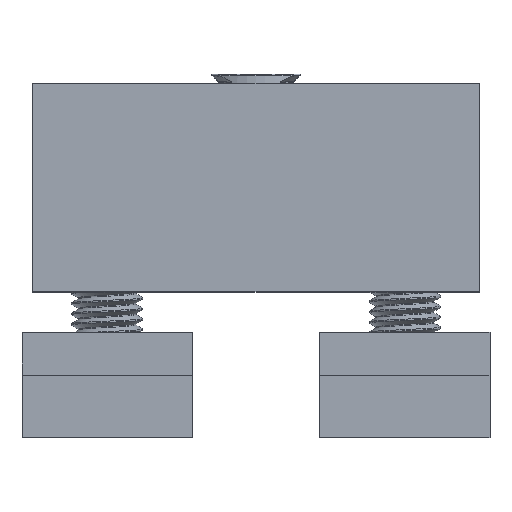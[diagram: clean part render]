
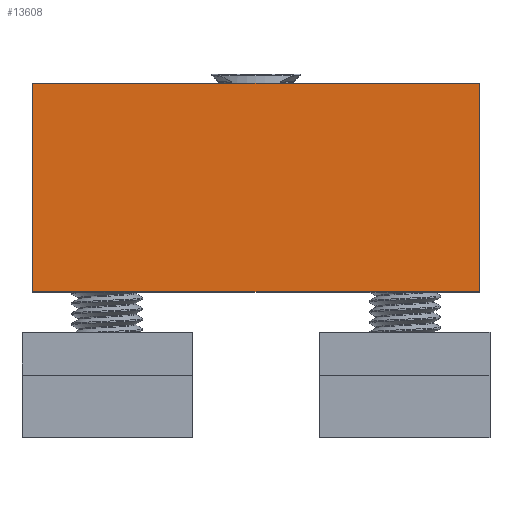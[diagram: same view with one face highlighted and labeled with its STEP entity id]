
A CAD part, top view. The second image highlights one B-rep face of the part: STEP entity #13608.
In plain terms, the highlighted planar face has unit normal (0, 0, 1).
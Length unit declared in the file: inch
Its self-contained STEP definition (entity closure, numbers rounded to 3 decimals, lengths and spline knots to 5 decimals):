
#348 = DIRECTION ( 'NONE',  ( -1., 0., 0. ) ) ;
#517 = CARTESIAN_POINT ( 'NONE',  ( 1.47638, -0.689, 0.5 ) ) ;
#1509 = VERTEX_POINT ( 'NONE', #2254 ) ;
#1781 = AXIS2_PLACEMENT_3D ( 'NONE', #517, #10165, #1889 ) ;
#1808 = EDGE_CURVE ( 'NONE', #16015, #11788, #15520, .T. ) ;
#1889 = DIRECTION ( 'NONE',  ( -1., 0., 0. ) ) ;
#2074 = CARTESIAN_POINT ( 'NONE',  ( -1.47638, 0.689, 0.5 ) ) ;
#2254 = CARTESIAN_POINT ( 'NONE',  ( -1.47638, -0.689, 0.5 ) ) ;
#2950 = VECTOR ( 'NONE', #348, 39.37008 ) ;
#3792 = EDGE_CURVE ( 'NONE', #7608, #1509, #16806, .T. ) ;
#3820 = DIRECTION ( 'NONE',  ( 0., -1., 0. ) ) ;
#4329 = CARTESIAN_POINT ( 'NONE',  ( 1.47638, 0.689, 0.5 ) ) ;
#5518 = LINE ( 'NONE', #7745, #9608 ) ;
#6696 = ORIENTED_EDGE ( 'NONE', *, *, #1808, .T. ) ;
#6841 = CARTESIAN_POINT ( 'NONE',  ( 1.47638, -0.689, 0.5 ) ) ;
#7608 = VERTEX_POINT ( 'NONE', #6841 ) ;
#7745 = CARTESIAN_POINT ( 'NONE',  ( -1.47638, -0.689, 0.5 ) ) ;
#8541 = DIRECTION ( 'NONE',  ( -1., 0., 0. ) ) ;
#9543 = FACE_OUTER_BOUND ( 'NONE', #12080, .T. ) ;
#9608 = VECTOR ( 'NONE', #17435, 39.37008 ) ;
#10165 = DIRECTION ( 'NONE',  ( 0., 0., -1. ) ) ;
#11380 = CARTESIAN_POINT ( 'NONE',  ( 1.47638, -0.689, 0.5 ) ) ;
#11506 = PLANE ( 'NONE',  #1781 ) ;
#11788 = VERTEX_POINT ( 'NONE', #2074 ) ;
#11830 = VECTOR ( 'NONE', #8541, 39.37008 ) ;
#12080 = EDGE_LOOP ( 'NONE', ( #16608, #15014, #14273, #6696 ) ) ;
#13492 = CARTESIAN_POINT ( 'NONE',  ( 1.47638, -0.689, 0.5 ) ) ;
#13608 = ADVANCED_FACE ( 'NONE', ( #9543 ), #11506, .F. ) ;
#14273 = ORIENTED_EDGE ( 'NONE', *, *, #16133, .F. ) ;
#14570 = CARTESIAN_POINT ( 'NONE',  ( 1.47638, 0.689, 0.5 ) ) ;
#14792 = LINE ( 'NONE', #13492, #15239 ) ;
#15014 = ORIENTED_EDGE ( 'NONE', *, *, #3792, .F. ) ;
#15239 = VECTOR ( 'NONE', #3820, 39.37008 ) ;
#15520 = LINE ( 'NONE', #4329, #11830 ) ;
#16015 = VERTEX_POINT ( 'NONE', #14570 ) ;
#16025 = EDGE_CURVE ( 'NONE', #11788, #1509, #5518, .T. ) ;
#16133 = EDGE_CURVE ( 'NONE', #16015, #7608, #14792, .T. ) ;
#16608 = ORIENTED_EDGE ( 'NONE', *, *, #16025, .T. ) ;
#16806 = LINE ( 'NONE', #11380, #2950 ) ;
#17435 = DIRECTION ( 'NONE',  ( 0., -1., 0. ) ) ;
